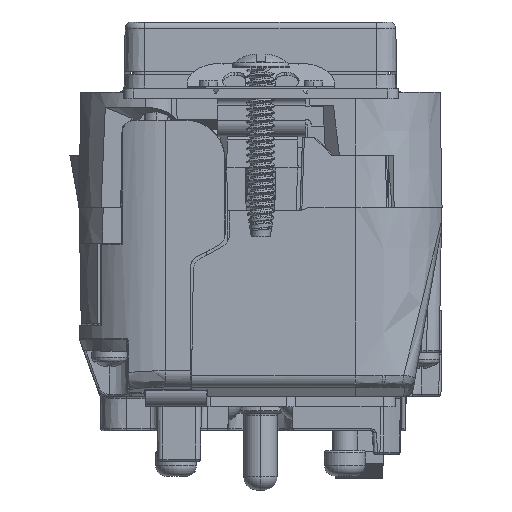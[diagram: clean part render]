
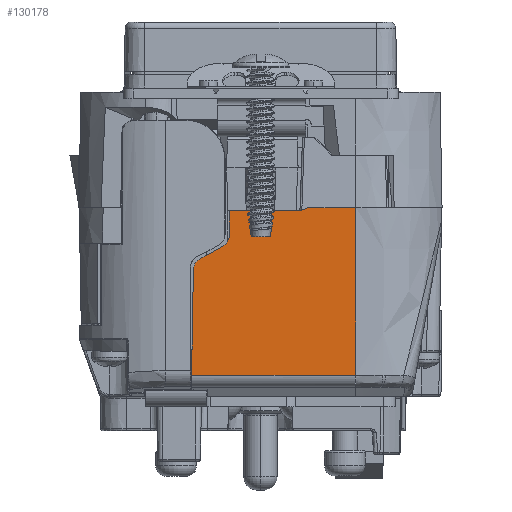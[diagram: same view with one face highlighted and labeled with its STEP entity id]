
A CAD part, front view. The second image highlights one B-rep face of the part: STEP entity #130178.
In plain terms, the highlighted planar face has unit normal (0, -1, -0.018).
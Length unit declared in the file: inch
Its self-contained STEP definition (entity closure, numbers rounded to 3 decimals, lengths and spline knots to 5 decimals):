
#1711 = CARTESIAN_POINT ( 'NONE',  ( 0.93921, 0.82793, 2.55689 ) ) ;
#2194 = ORIENTED_EDGE ( 'NONE', *, *, #125068, .F. ) ;
#2407 = CARTESIAN_POINT ( 'NONE',  ( 1.48901, 0.82277, 2.85222 ) ) ;
#3240 = ORIENTED_EDGE ( 'NONE', *, *, #89956, .T. ) ;
#6438 = CARTESIAN_POINT ( 'NONE',  ( 1.71305, 0.83673, 2.05274 ) ) ;
#6753 = DIRECTION ( 'NONE',  ( 0., 0.017, -1. ) ) ;
#7458 = CARTESIAN_POINT ( 'NONE',  ( 1.11005, 0.82509, 2.71975 ) ) ;
#8693 = EDGE_CURVE ( 'NONE', #83986, #62565, #51884, .T. ) ;
#9523 = VERTEX_POINT ( 'NONE', #116011 ) ;
#11459 = VECTOR ( 'NONE', #14388, 39.37008 ) ;
#13904 = PLANE ( 'NONE',  #17869 ) ;
#14388 = DIRECTION ( 'NONE',  ( -0.017, 0.017, -1. ) ) ;
#14933 = EDGE_CURVE ( 'NONE', #92614, #26952, #168690, .T. ) ;
#15314 = VECTOR ( 'NONE', #175788, 39.37008 ) ;
#17869 = AXIS2_PLACEMENT_3D ( 'NONE', #27306, #29876, #135109 ) ;
#18967 = CARTESIAN_POINT ( 'NONE',  ( 1.49491, 0.82274, 2.85437 ) ) ;
#19125 = CARTESIAN_POINT ( 'NONE',  ( 1.11005, 0.82544, 2.69919 ) ) ;
#21475 = ORIENTED_EDGE ( 'NONE', *, *, #139891, .T. ) ;
#24570 = ORIENTED_EDGE ( 'NONE', *, *, #14933, .T. ) ;
#25626 = CARTESIAN_POINT ( 'NONE',  ( 1.71305, 0.82303, 2.83722 ) ) ;
#26952 = VERTEX_POINT ( 'NONE', #2407 ) ;
#27306 = CARTESIAN_POINT ( 'NONE',  ( 1.71305, 0.82277, 2.85222 ) ) ;
#27866 = CARTESIAN_POINT ( 'NONE',  ( 1.45288, 0.823, 2.83907 ) ) ;
#28573 = CARTESIAN_POINT ( 'NONE',  ( 1.71305, 0.82277, 2.85222 ) ) ;
#29138 = LINE ( 'NONE', #6438, #81220 ) ;
#29372 = VERTEX_POINT ( 'NONE', #7458 ) ;
#29876 = DIRECTION ( 'NONE',  ( 0., -1., -0.017 ) ) ;
#34248 = ORIENTED_EDGE ( 'NONE', *, *, #47871, .T. ) ;
#34581 = CARTESIAN_POINT ( 'NONE',  ( 0.97509, 0.82699, 2.61079 ) ) ;
#35094 = CARTESIAN_POINT ( 'NONE',  ( 1.10032, 0.82576, 2.68108 ) ) ;
#35914 = CARTESIAN_POINT ( 'NONE',  ( 0.93963, 0.82751, 2.58101 ) ) ;
#36367 = CARTESIAN_POINT ( 'NONE',  ( 1.7124, 0.83673, 2.05274 ) ) ;
#37248 = EDGE_CURVE ( 'NONE', #135578, #75781, #141410, .T. ) ;
#37268 = VERTEX_POINT ( 'NONE', #67529 ) ;
#37697 = VECTOR ( 'NONE', #6753, 39.37008 ) ;
#38659 = CARTESIAN_POINT ( 'NONE',  ( 1.71205, 0.83673, 2.05274 ) ) ;
#47871 = EDGE_CURVE ( 'NONE', #160393, #83986, #149049, .T. ) ;
#47954 = CARTESIAN_POINT ( 'NONE',  ( 1.71305, 0.82277, 2.85222 ) ) ;
#49499 = DIRECTION ( 'NONE',  ( -0.94, 0.006, -0.342 ) ) ;
#49786 = CARTESIAN_POINT ( 'NONE',  ( 0.93921, 0.82793, 2.55689 ) ) ;
#50867 = EDGE_CURVE ( 'NONE', #196273, #29372, #118231, .T. ) ;
#51884 = LINE ( 'NONE', #92532, #11459 ) ;
#52205 = CARTESIAN_POINT ( 'NONE',  ( 1.71206, 0.83673, 2.05274 ) ) ;
#57305 = ORIENTED_EDGE ( 'NONE', *, *, #169399, .T. ) ;
#57631 = CARTESIAN_POINT ( 'NONE',  ( 1.45259, 0.82303, 2.83722 ) ) ;
#59433 = VECTOR ( 'NONE', #139273, 39.37008 ) ;
#62565 = VERTEX_POINT ( 'NONE', #123333 ) ;
#64451 = CARTESIAN_POINT ( 'NONE',  ( 0.953, 0.82716, 2.60109 ) ) ;
#65614 = CARTESIAN_POINT ( 'NONE',  ( 1.08318, 0.82596, 2.66972 ) ) ;
#67529 = CARTESIAN_POINT ( 'NONE',  ( 1.45259, 0.82303, 2.83722 ) ) ;
#75746 = EDGE_CURVE ( 'NONE', #75781, #92614, #104398, .T. ) ;
#75781 = VERTEX_POINT ( 'NONE', #125346 ) ;
#78714 = VECTOR ( 'NONE', #165484, 39.37008 ) ;
#81220 = VECTOR ( 'NONE', #156842, 39.37008 ) ;
#83986 = VERTEX_POINT ( 'NONE', #1711 ) ;
#89208 = ORIENTED_EDGE ( 'NONE', *, *, #194401, .T. ) ;
#89901 = ORIENTED_EDGE ( 'NONE', *, *, #37248, .T. ) ;
#89956 = EDGE_CURVE ( 'NONE', #9523, #37268, #107060, .T. ) ;
#92532 = CARTESIAN_POINT ( 'NONE',  ( 0.92948, 0.83766, 1.99949 ) ) ;
#92614 = VERTEX_POINT ( 'NONE', #194705 ) ;
#93089 = LINE ( 'NONE', #18967, #112110 ) ;
#93385 = CARTESIAN_POINT ( 'NONE',  ( 1.04888, 0.82636, 2.64701 ) ) ;
#93622 = LINE ( 'NONE', #25626, #15314 ) ;
#94710 = CARTESIAN_POINT ( 'NONE',  ( 0.97509, 0.82699, 2.61079 ) ) ;
#100757 =( BOUNDED_CURVE ( )  B_SPLINE_CURVE ( 3, ( #127074, #19125, #35094, #65614 ),
 .UNSPECIFIED., .F., .F. ) 
 B_SPLINE_CURVE_WITH_KNOTS ( ( 4, 4 ),
 ( 1.5708, 2.55667 ),
 .UNSPECIFIED. ) 
 CURVE ( )  GEOMETRIC_REPRESENTATION_ITEM ( )  RATIONAL_B_SPLINE_CURVE ( ( 1., 0.921, 0.921, 1. ) ) 
 REPRESENTATION_ITEM ( '' )  );
#104398 = LINE ( 'NONE', #47954, #59433 ) ;
#107060 = B_SPLINE_CURVE_WITH_KNOTS ( 'NONE', 3,
 ( #27866, #176728, #193985, #57631 ),
 .UNSPECIFIED., .F., .F.,
 ( 4, 4 ),
 ( 0., 1. ),
 .UNSPECIFIED. ) ;
#111173 = CARTESIAN_POINT ( 'NONE',  ( 1.71273, 0.83673, 2.05274 ) ) ;
#112110 = VECTOR ( 'NONE', #49499, 39.37008 ) ;
#112458 = CARTESIAN_POINT ( 'NONE',  ( 1.71205, 0.83673, 2.05274 ) ) ;
#113397 = ORIENTED_EDGE ( 'NONE', *, *, #113720, .T. ) ;
#113720 = EDGE_CURVE ( 'NONE', #62565, #135578, #29138, .T. ) ;
#116011 = CARTESIAN_POINT ( 'NONE',  ( 1.45288, 0.823, 2.83907 ) ) ;
#118231 = LINE ( 'NONE', #173005, #37697 ) ;
#123333 = CARTESIAN_POINT ( 'NONE',  ( 0.93041, 0.83673, 2.05274 ) ) ;
#125068 = EDGE_CURVE ( 'NONE', #160393, #186904, #181666, .T. ) ;
#125331 = ORIENTED_EDGE ( 'NONE', *, *, #50867, .T. ) ;
#125346 = CARTESIAN_POINT ( 'NONE',  ( 1.71305, 0.83673, 2.05274 ) ) ;
#127074 = CARTESIAN_POINT ( 'NONE',  ( 1.11005, 0.82509, 2.71975 ) ) ;
#127183 = FACE_OUTER_BOUND ( 'NONE', #145448, .T. ) ;
#128990 = CARTESIAN_POINT ( 'NONE',  ( 1.71207, 0.83673, 2.05274 ) ) ;
#130178 = ADVANCED_FACE ( 'NONE', ( #127183 ), #13904, .T. ) ;
#135109 = DIRECTION ( 'NONE',  ( 0., 0.017, -1. ) ) ;
#135578 = VERTEX_POINT ( 'NONE', #38659 ) ;
#139077 = CARTESIAN_POINT ( 'NONE',  ( 1.01276, 0.8267, 2.62732 ) ) ;
#139273 = DIRECTION ( 'NONE',  ( 0., -0.017, 1. ) ) ;
#139891 = EDGE_CURVE ( 'NONE', #29372, #186904, #100757, .T. ) ;
#141410 = B_SPLINE_CURVE_WITH_KNOTS ( 'NONE', 3,
 ( #112458, #52205, #128990, #144211, #36367, #111173, #143564 ),
 .UNSPECIFIED., .F., .F.,
 ( 4, 3, 4 ),
 ( 0., 0., 0.00003 ),
 .UNSPECIFIED. ) ;
#143564 = CARTESIAN_POINT ( 'NONE',  ( 1.71305, 0.83673, 2.05274 ) ) ;
#144211 = CARTESIAN_POINT ( 'NONE',  ( 1.71207, 0.83673, 2.05274 ) ) ;
#145448 = EDGE_LOOP ( 'NONE', ( #178184, #113397, #89901, #196630, #24570, #89208, #3240, #57305, #125331, #21475, #2194, #34248 ) ) ;
#149049 =( BOUNDED_CURVE ( )  B_SPLINE_CURVE ( 3, ( #34581, #64451, #35914, #49786 ),
 .UNSPECIFIED., .F., .F. ) 
 B_SPLINE_CURVE_WITH_KNOTS ( ( 4, 4 ),
 ( 0.41348, 1.55334 ),
 .UNSPECIFIED. ) 
 CURVE ( )  GEOMETRIC_REPRESENTATION_ITEM ( )  RATIONAL_B_SPLINE_CURVE ( ( 1., 0.895, 0.895, 1. ) ) 
 REPRESENTATION_ITEM ( '' )  );
#151053 = CARTESIAN_POINT ( 'NONE',  ( 1.08318, 0.82596, 2.66972 ) ) ;
#156842 = DIRECTION ( 'NONE',  ( 1., 0., 0. ) ) ;
#160393 = VERTEX_POINT ( 'NONE', #186025 ) ;
#165484 = DIRECTION ( 'NONE',  ( -1., 0., 0. ) ) ;
#168690 = LINE ( 'NONE', #28573, #78714 ) ;
#168844 = CARTESIAN_POINT ( 'NONE',  ( 1.11005, 0.82303, 2.83722 ) ) ;
#169399 = EDGE_CURVE ( 'NONE', #37268, #196273, #93622, .T. ) ;
#173005 = CARTESIAN_POINT ( 'NONE',  ( 1.11005, 0.82277, 2.85222 ) ) ;
#175788 = DIRECTION ( 'NONE',  ( -1., 0., 0. ) ) ;
#176728 = CARTESIAN_POINT ( 'NONE',  ( 1.45282, 0.82301, 2.83868 ) ) ;
#178184 = ORIENTED_EDGE ( 'NONE', *, *, #8693, .T. ) ;
#181666 =( BOUNDED_CURVE ( )  B_SPLINE_CURVE ( 3, ( #94710, #139077, #93385, #186023 ),
 .UNSPECIFIED., .F., .F. ) 
 B_SPLINE_CURVE_WITH_KNOTS ( ( 4, 4 ),
 ( 3.55508, 3.72651 ),
 .UNSPECIFIED. ) 
 CURVE ( )  GEOMETRIC_REPRESENTATION_ITEM ( )  RATIONAL_B_SPLINE_CURVE ( ( 1., 0.998, 0.998, 1. ) ) 
 REPRESENTATION_ITEM ( '' )  );
#186023 = CARTESIAN_POINT ( 'NONE',  ( 1.08318, 0.82596, 2.66972 ) ) ;
#186025 = CARTESIAN_POINT ( 'NONE',  ( 0.97509, 0.82699, 2.61079 ) ) ;
#186904 = VERTEX_POINT ( 'NONE', #151053 ) ;
#193985 = CARTESIAN_POINT ( 'NONE',  ( 1.45266, 0.82303, 2.83765 ) ) ;
#194401 = EDGE_CURVE ( 'NONE', #26952, #9523, #93089, .T. ) ;
#194705 = CARTESIAN_POINT ( 'NONE',  ( 1.71305, 0.82277, 2.85222 ) ) ;
#196273 = VERTEX_POINT ( 'NONE', #168844 ) ;
#196630 = ORIENTED_EDGE ( 'NONE', *, *, #75746, .T. ) ;
